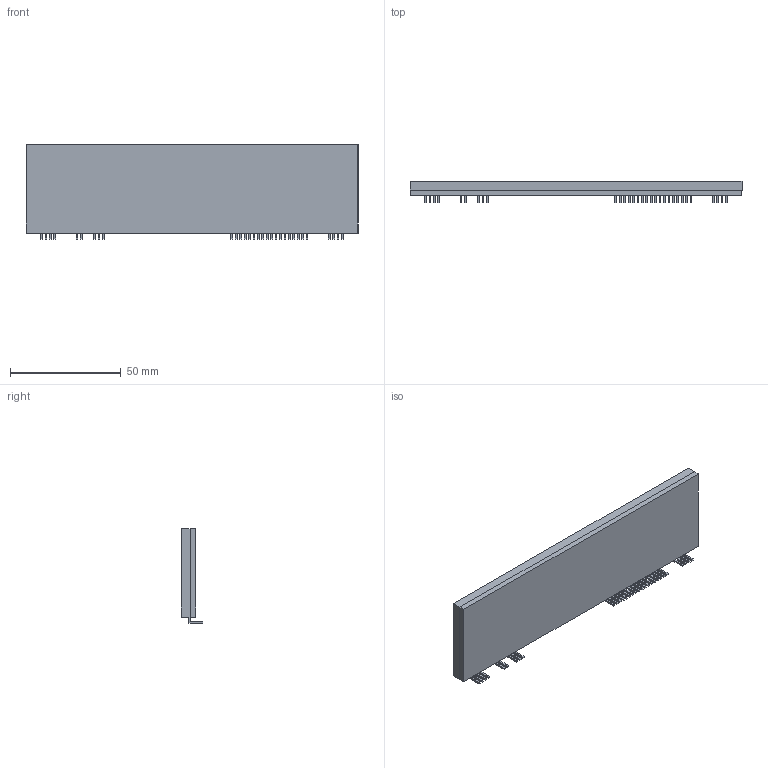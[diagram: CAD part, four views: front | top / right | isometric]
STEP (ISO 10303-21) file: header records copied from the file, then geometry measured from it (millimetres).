
FILE_DESCRIPTION(/* description */ (''),/* implementation_level */ '2;1');
FILE_NAME(/* name */ 'VFD_display.stp',/* time_stamp */ '2024-04-11T00:46:12+02:00',/* author */ ('remi.decoster'),/* organization */ (''),/* preprocessor_version */ 'ST-DEVELOPER v18.1',/* originating_system */ 'Autodesk Inventor 2021',/* authorisation */ '');
FILE_SCHEMA (('CONFIG_CONTROL_DESIGN'));
Length unit declared in the file: millimetre
Products named in the file (5): VFD_display; VFD_bottom; VFD_middle; VFD_screen; VFD_glass
Assembly tree (4 placements, depth 2):
  VFD_display
    VFD_bottom
    VFD_middle
    VFD_screen
    VFD_glass
Bounding box: 150 x 9.72 x 42.9 mm (x, y, z)
Volume: 28565.4 mm3; surface area: 35409.2 mm2
Topology: 4 solids, 4 shells, 214 faces, 618 edges, 412 vertices
Faces by surface type: plane 214
Entity records: 7357 total; most frequent: CARTESIAN_POINT 1254, ORIENTED_EDGE 1236, DIRECTION 1066, LINE 618, VECTOR 618, EDGE_CURVE 618, VERTEX_POINT 412, AXIS2_PLACEMENT_3D 224
